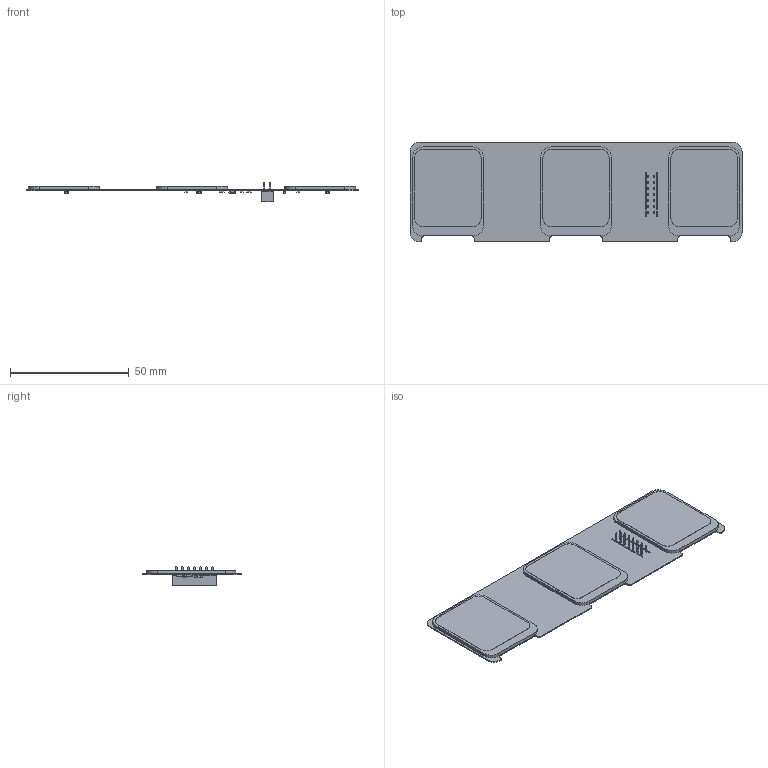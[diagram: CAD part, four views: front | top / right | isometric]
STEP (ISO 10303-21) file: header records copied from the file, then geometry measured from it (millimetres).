
FILE_DESCRIPTION(('Open CASCADE Model'),'2;1');
FILE_NAME('Open CASCADE Shape Model','2023-03-13T20:01:34',('Author'),( 'Open CASCADE'),'Open CASCADE STEP processor 6.8','Open CASCADE 6.8' ,'Unknown');
FILE_SCHEMA(('AUTOMOTIVE_DESIGN { 1 0 10303 214 1 1 1 1 }'));
Length unit declared in the file: millimetre
Products named in the file (1): PCB
Bounding box: 140 x 42 x 8.3 mm (x, y, z)
Volume: 2352.8 mm3; surface area: 19957.5 mm2
Topology: 8 solids, 560 shells, 956 faces, 4096 edges, 3668 vertices
Faces by surface type: plane 618, cylinder 298, sphere 40
Full cylindrical faces by diameter (mm): 1 x6
Entity records: 46318 total; most frequent: CARTESIAN_POINT 8681, DIRECTION 6954, ORIENTED_EDGE 4914, EDGE_CURVE 4056, VERTEX_POINT 3668, LINE 3072, VECTOR 3072, AXIS2_PLACEMENT_3D 1941
